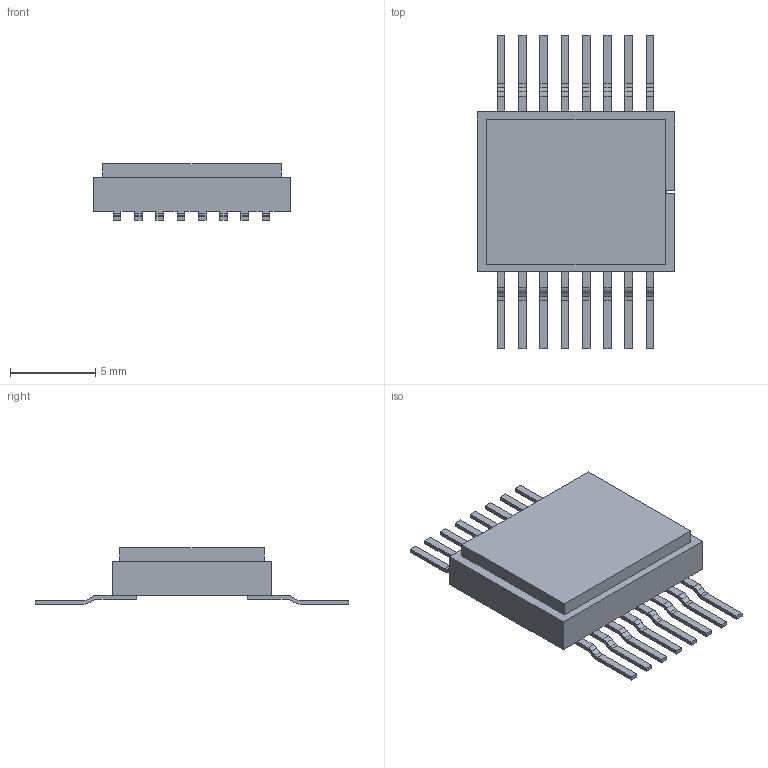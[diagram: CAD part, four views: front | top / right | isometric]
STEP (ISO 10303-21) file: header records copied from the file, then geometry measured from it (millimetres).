
FILE_DESCRIPTION(('STEP AP214'), '1');
FILE_NAME('249KP25AT', '2019-10-03T07:36:28', ('鎬豂櫡槻'), (''), 'ASCON STEP Converter 1.3', 'ASCON Math Kernel', '');
FILE_SCHEMA(('AUTOMOTIVE_DESIGN { 1 0 10303 214 3 1 1}'));
Length unit declared in the file: millimetre
Bounding box: 11.6 x 18.4 x 3.33 mm (x, y, z)
Volume: 299.1 mm3; surface area: 447.2 mm2
Topology: 1 solids, 1 shells, 239 faces, 676 edges, 440 vertices
Faces by surface type: plane 175, cylinder 64
Entity records: 9618 total; most frequent: CARTESIAN_POINT 1356, ORIENTED_EDGE 1352, DIRECTION 1284, EDGE_CURVE 676, LINE 548, VECTOR 548, VERTEX_POINT 440, AXIS2_PLACEMENT_3D 368
